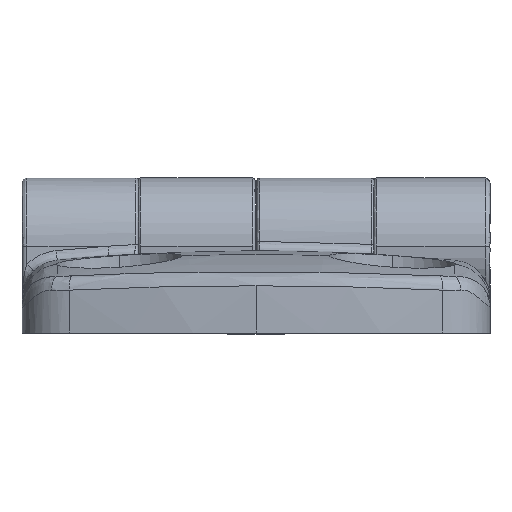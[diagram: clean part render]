
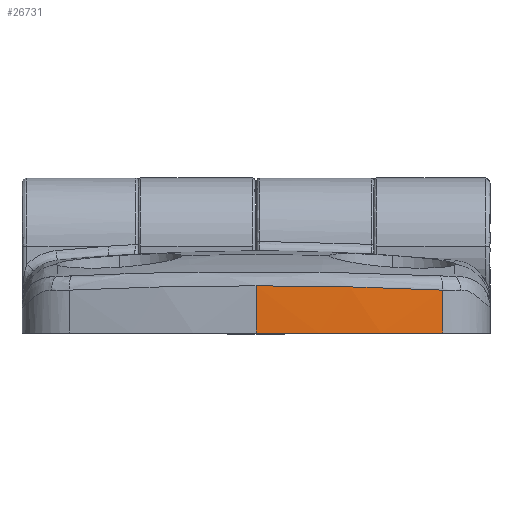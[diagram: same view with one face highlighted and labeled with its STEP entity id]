
A CAD part, top view. The second image highlights one B-rep face of the part: STEP entity #26731.
In plain terms, the highlighted cylindrical face has radius 100 mm (diameter 200 mm), a partial arc.
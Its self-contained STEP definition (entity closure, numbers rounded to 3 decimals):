
#412 = AXIS2_PLACEMENT_3D ( 'NONE', #27706, #19220, #7731 ) ;
#1184 = CARTESIAN_POINT ( 'NONE',  ( -11.639, 4.684, -28.821 ) ) ;
#1408 = EDGE_CURVE ( 'NONE', #24188, #12413, #24080, .T. ) ;
#2862 = ORIENTED_EDGE ( 'NONE', *, *, #5374, .T. ) ;
#3156 = VERTEX_POINT ( 'NONE', #16972 ) ;
#3267 = ORIENTED_EDGE ( 'NONE', *, *, #1408, .F. ) ;
#3424 = ORIENTED_EDGE ( 'NONE', *, *, #9585, .T. ) ;
#3477 = ORIENTED_EDGE ( 'NONE', *, *, #17682, .T. ) ;
#3607 = CARTESIAN_POINT ( 'NONE',  ( -10.312, 4.718, -28.967 ) ) ;
#5374 = EDGE_CURVE ( 'NONE', #24188, #3156, #28670, .T. ) ;
#5940 = CARTESIAN_POINT ( 'NONE',  ( -9.799, 4.73, -29.019 ) ) ;
#7731 = DIRECTION ( 'NONE',  ( 0., 0., -1. ) ) ;
#8302 = CARTESIAN_POINT ( 'NONE',  ( -9.642, 4.733, -29.034 ) ) ;
#9585 = EDGE_CURVE ( 'NONE', #21739, #12413, #18884, .T. ) ;
#9820 = CARTESIAN_POINT ( 'NONE',  ( 0., 4.84, -29.5 ) ) ;
#10389 = CYLINDRICAL_SURFACE ( 'NONE', #412, 100. ) ;
#10670 = CARTESIAN_POINT ( 'NONE',  ( -3.237, 4.84, -29.5 ) ) ;
#12382 = B_SPLINE_CURVE_WITH_KNOTS ( 'NONE', 3,
 ( #19711, #21857, #12980, #28222, #15356, #1184, #17629, #3607, #19802, #5940, #21942, #8302, #24082, #10670, #26194 ),
 .UNSPECIFIED., .F., .F.,
 ( 4, 2, 2, 1, 1, 1, 2, 2, 4 ),
 ( 0., 0.25, 0.375, 0.438, 0.469, 0.484, 0.492, 0.5, 1. ),
 .UNSPECIFIED. ) ;
#12413 = VERTEX_POINT ( 'NONE', #28699 ) ;
#12980 = CARTESIAN_POINT ( 'NONE',  ( -16.047, 4.54, -28.217 ) ) ;
#15356 = CARTESIAN_POINT ( 'NONE',  ( -12.854, 4.649, -28.674 ) ) ;
#16705 = EDGE_LOOP ( 'NONE', ( #3477, #3424, #3267, #2862 ) ) ;
#16972 = CARTESIAN_POINT ( 'NONE',  ( -19.149, 4.401, -27.65 ) ) ;
#17629 = CARTESIAN_POINT ( 'NONE',  ( -11.029, 4.7, -28.891 ) ) ;
#17682 = EDGE_CURVE ( 'NONE', #3156, #21739, #12382, .T. ) ;
#18412 = CARTESIAN_POINT ( 'NONE',  ( 0., 8.5, -29.5 ) ) ;
#18502 = DIRECTION ( 'NONE',  ( 0., -1., 0. ) ) ;
#18667 = VECTOR ( 'NONE', #18502, 1000. ) ;
#18884 = LINE ( 'NONE', #18412, #18667 ) ;
#19220 = DIRECTION ( 'NONE',  ( 0., -1., 0. ) ) ;
#19711 = CARTESIAN_POINT ( 'NONE',  ( -19.149, 4.401, -27.65 ) ) ;
#19802 = CARTESIAN_POINT ( 'NONE',  ( -9.953, 4.726, -29.004 ) ) ;
#21630 = AXIS2_PLACEMENT_3D ( 'NONE', #22011, #22003, #21941 ) ;
#21739 = VERTEX_POINT ( 'NONE', #9820 ) ;
#21857 = CARTESIAN_POINT ( 'NONE',  ( -17.613, 4.475, -27.949 ) ) ;
#21941 = DIRECTION ( 'NONE',  ( 0., 0., -1. ) ) ;
#21942 = CARTESIAN_POINT ( 'NONE',  ( -9.696, 4.732, -29.029 ) ) ;
#22003 = DIRECTION ( 'NONE',  ( 0., -1., 0. ) ) ;
#22011 = CARTESIAN_POINT ( 'NONE',  ( 0., 0., 70.5 ) ) ;
#24080 = CIRCLE ( 'NONE', #21630, 100. ) ;
#24082 = CARTESIAN_POINT ( 'NONE',  ( -6.439, 4.805, -29.343 ) ) ;
#24188 = VERTEX_POINT ( 'NONE', #26753 ) ;
#24402 = FACE_OUTER_BOUND ( 'NONE', #16705, .T. ) ;
#26194 = CARTESIAN_POINT ( 'NONE',  ( 0., 4.84, -29.5 ) ) ;
#26731 = ADVANCED_FACE ( 'NONE', ( #24402 ), #10389, .T. ) ;
#26753 = CARTESIAN_POINT ( 'NONE',  ( -19.149, 0., -27.649 ) ) ;
#27706 = CARTESIAN_POINT ( 'NONE',  ( 0., 8.5, 70.5 ) ) ;
#28222 = CARTESIAN_POINT ( 'NONE',  ( -13.658, 4.624, -28.566 ) ) ;
#28670 = LINE ( 'NONE', #29100, #28976 ) ;
#28699 = CARTESIAN_POINT ( 'NONE',  ( 0., 0., -29.5 ) ) ;
#28976 = VECTOR ( 'NONE', #29207, 1000. ) ;
#29100 = CARTESIAN_POINT ( 'NONE',  ( -19.149, 8.5, -27.649 ) ) ;
#29207 = DIRECTION ( 'NONE',  ( 0., 1., 0. ) ) ;
